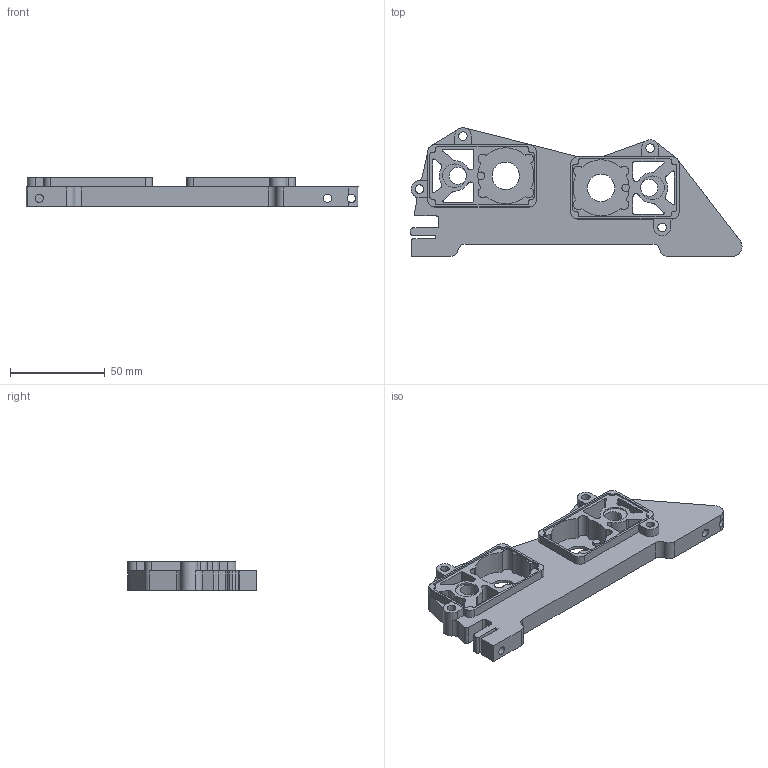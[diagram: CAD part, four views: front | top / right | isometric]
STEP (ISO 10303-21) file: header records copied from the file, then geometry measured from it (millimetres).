
FILE_DESCRIPTION(/* description */ (''),/* implementation_level */ '2;1');
FILE_NAME(/* name */ 'CombinedMotorMount_MIR.stp',/* time_stamp */ '2025-09-09T20:11:42-04:00',/* author */ ('Teddy'),/* organization */ (''),/* preprocessor_version */ 'ST-DEVELOPER v20.1',/* originating_system */ 'Autodesk Inventor 2026',/* authorisation */ '');
FILE_SCHEMA (('AUTOMOTIVE_DESIGN { 1 0 10303 214 3 1 1 }'));
Length unit declared in the file: inch
Products named in the file (1): CombinedMotorMount_MIR
Bounding box: 175.61 x 67.89 x 15 mm (x, y, z)
Volume: 68692.3 mm3; surface area: 30444.9 mm2
Topology: 1 solids, 1 shells, 236 faces, 684 edges, 455 vertices
Faces by surface type: plane 120, cylinder 116
Full cylindrical faces by diameter (mm): 4.369 x4, 4.572 x4, 9.042 x2, 12.5 x2, 14.5 x2
Entity records: 8243 total; most frequent: CARTESIAN_POINT 1428, DIRECTION 1397, ORIENTED_EDGE 1368, EDGE_CURVE 684, AXIS2_PLACEMENT_3D 481, VERTEX_POINT 455, LINE 435, VECTOR 435
